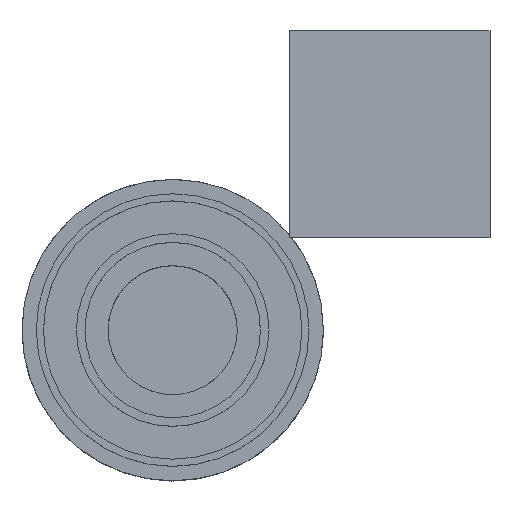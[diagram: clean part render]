
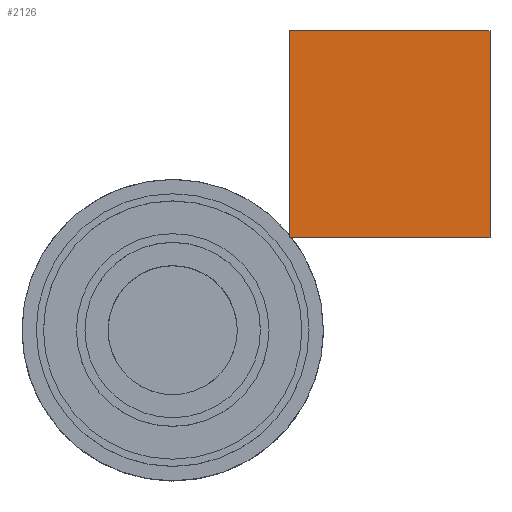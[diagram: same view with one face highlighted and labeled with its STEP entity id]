
A CAD part, top view. The second image highlights one B-rep face of the part: STEP entity #2126.
In plain terms, the highlighted planar face has unit normal (0, 0, 1).
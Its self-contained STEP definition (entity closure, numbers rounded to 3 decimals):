
#150=LINE('',#3384,#352);
#214=LINE('',#3575,#416);
#216=LINE('',#3579,#418);
#218=LINE('',#3582,#420);
#352=VECTOR('',#2712,10.);
#416=VECTOR('',#2882,10.);
#418=VECTOR('',#2886,10.);
#420=VECTOR('',#2890,10.);
#585=FACE_OUTER_BOUND('',#712,.T.);
#712=EDGE_LOOP('',(#1843,#1844,#1845,#1846));
#947=VERTEX_POINT('',#3381);
#948=VERTEX_POINT('',#3383);
#994=VERTEX_POINT('',#3574);
#995=VERTEX_POINT('',#3578);
#1200=EDGE_CURVE('',#948,#947,#150,.T.);
#1284=EDGE_CURVE('',#994,#948,#214,.T.);
#1286=EDGE_CURVE('',#995,#994,#216,.T.);
#1288=EDGE_CURVE('',#947,#995,#218,.T.);
#1843=ORIENTED_EDGE('',*,*,#1288,.T.);
#1844=ORIENTED_EDGE('',*,*,#1286,.T.);
#1845=ORIENTED_EDGE('',*,*,#1284,.T.);
#1846=ORIENTED_EDGE('',*,*,#1200,.T.);
#2016=PLANE('',#2341);
#2126=ADVANCED_FACE('',(#585),#2016,.T.);
#2341=AXIS2_PLACEMENT_3D('',#3583,#2891,#2892);
#2712=DIRECTION('',(0.,1.,0.));
#2882=DIRECTION('',(1.,0.,0.));
#2886=DIRECTION('',(0.,-1.,0.));
#2890=DIRECTION('',(-1.,0.,0.));
#2891=DIRECTION('center_axis',(0.,0.,1.));
#2892=DIRECTION('ref_axis',(1.,0.,0.));
#3381=CARTESIAN_POINT('',(74.,60.982,150.));
#3383=CARTESIAN_POINT('',(74.,-60.982,150.));
#3384=CARTESIAN_POINT('',(74.,-30.491,150.));
#3574=CARTESIAN_POINT('',(-44.,-60.982,150.));
#3575=CARTESIAN_POINT('',(-22.,-60.982,150.));
#3578=CARTESIAN_POINT('',(-44.,60.982,150.));
#3579=CARTESIAN_POINT('',(-44.,30.491,150.));
#3582=CARTESIAN_POINT('',(22.,60.982,150.));
#3583=CARTESIAN_POINT('Origin',(0.,0.,
150.));
